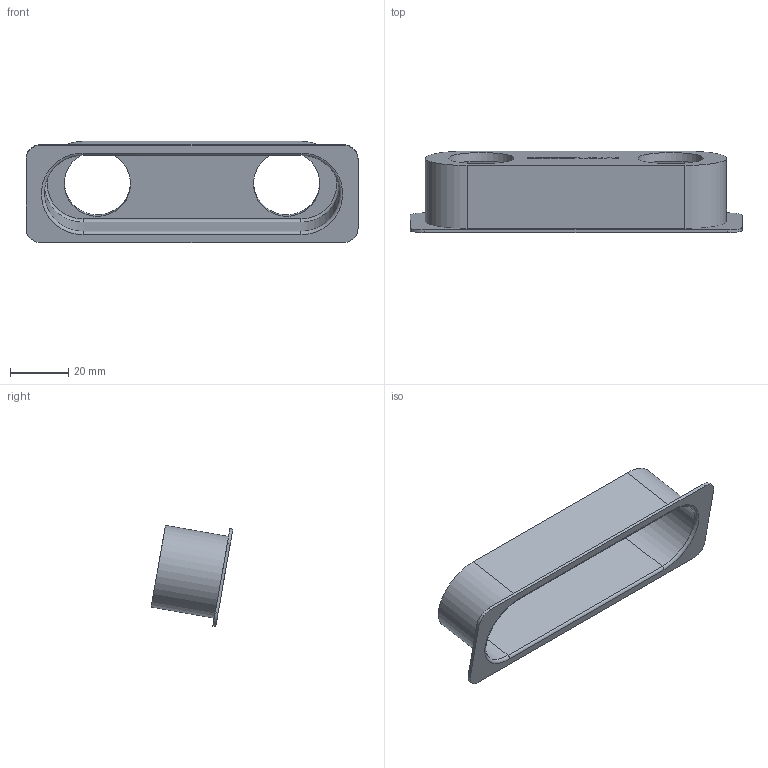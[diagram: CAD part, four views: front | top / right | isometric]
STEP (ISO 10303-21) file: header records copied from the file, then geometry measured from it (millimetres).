
FILE_DESCRIPTION(/* description */ (''),/* implementation_level */ '2;1');
FILE_NAME(/* name */ 'P-TET-000009-0_Front_port_cover.step',/* time_stamp */ '2020-08-31T13:30:41-04:00',/* author */ (''),/* organization */ (''),/* preprocessor_version */ 'ST-DEVELOPER v18.1',/* originating_system */ 'Autodesk Translation Framework v9.3.0.1241',/* authorisation */ '');
FILE_SCHEMA (('AUTOMOTIVE_DESIGN { 1 0 10303 214 3 1 1 }'));
Length unit declared in the file: millimetre
Products named in the file (1): P-TET-000009-0
Bounding box: 114 x 28.07 x 34.76 mm (x, y, z)
Volume: 11613.6 mm3; surface area: 16881.2 mm2
Topology: 1 solids, 1 shells, 234 faces, 625 edges, 414 vertices
Faces by surface type: bspline 140, plane 76, cylinder 14, torus 4
Full cylindrical faces by diameter (mm): 22.75 x2
Entity records: 8862 total; most frequent: CARTESIAN_POINT 3942, ORIENTED_EDGE 1250, EDGE_CURVE 625, DIRECTION 551, VERTEX_POINT 414, LINE 313, VECTOR 313, B_SPLINE_CURVE_WITH_KNOTS 288
